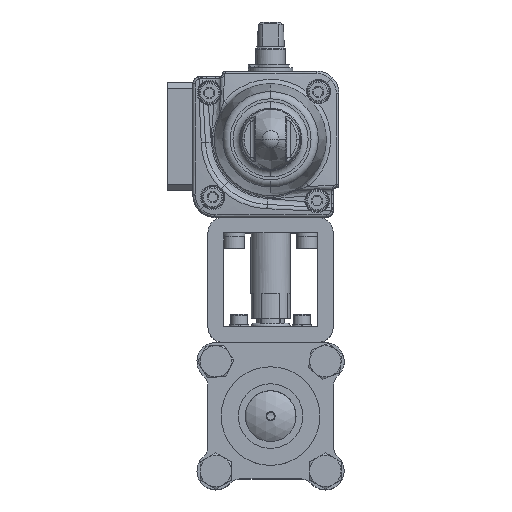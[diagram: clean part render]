
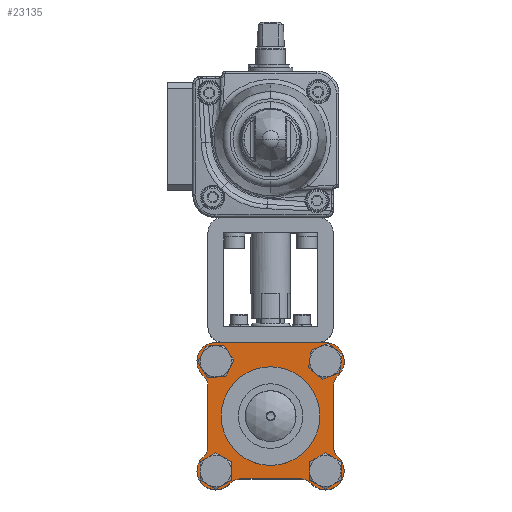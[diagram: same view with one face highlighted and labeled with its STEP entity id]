
A CAD part, top view. The second image highlights one B-rep face of the part: STEP entity #23135.
In plain terms, the highlighted planar face has unit normal (0, 0, 1).
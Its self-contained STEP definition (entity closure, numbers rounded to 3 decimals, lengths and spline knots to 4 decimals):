
#1531=FACE_BOUND('',#3641,.T.);
#1532=FACE_BOUND('',#3642,.T.);
#1533=FACE_BOUND('',#3643,.T.);
#1534=FACE_BOUND('',#3644,.T.);
#1535=FACE_BOUND('',#3645,.T.);
#1763=PLANE('',#24834);
#2243=FACE_OUTER_BOUND('',#3640,.T.);
#3640=EDGE_LOOP('',(#15646,#15647,#15648,#15649,#15650,#15651,#15652,#15653,
#15654,#15655,#15656,#15657,#15658,#15659));
#3641=EDGE_LOOP('',(#15660));
#3642=EDGE_LOOP('',(#15661));
#3643=EDGE_LOOP('',(#15662));
#3644=EDGE_LOOP('',(#15663));
#3645=EDGE_LOOP('',(#15664));
#5099=LINE('',#35279,#6370);
#5100=LINE('',#35285,#6371);
#5101=LINE('',#35293,#6372);
#5102=LINE('',#35301,#6373);
#6370=VECTOR('',#27973,0.3937);
#6371=VECTOR('',#27978,0.3937);
#6372=VECTOR('',#27985,0.3937);
#6373=VECTOR('',#27992,0.3937);
#7659=CIRCLE('',#24835,0.3);
#7660=CIRCLE('',#24836,0.3);
#7661=CIRCLE('',#24837,0.25);
#7662=CIRCLE('',#24838,0.25);
#7663=CIRCLE('',#24839,0.3);
#7664=CIRCLE('',#24840,0.25);
#7665=CIRCLE('',#24841,0.25);
#7666=CIRCLE('',#24842,0.3);
#7667=CIRCLE('',#24843,0.25);
#7668=CIRCLE('',#24844,0.25);
#7669=CIRCLE('',#24845,0.5);
#7670=CIRCLE('',#24846,0.166);
#7671=CIRCLE('',#24847,0.166);
#7672=CIRCLE('',#24848,0.166);
#7673=CIRCLE('',#24849,0.166);
#9262=VERTEX_POINT('',#35275);
#9263=VERTEX_POINT('',#35276);
#9264=VERTEX_POINT('',#35278);
#9265=VERTEX_POINT('',#35280);
#9266=VERTEX_POINT('',#35282);
#9267=VERTEX_POINT('',#35284);
#9268=VERTEX_POINT('',#35286);
#9269=VERTEX_POINT('',#35288);
#9270=VERTEX_POINT('',#35290);
#9271=VERTEX_POINT('',#35292);
#9272=VERTEX_POINT('',#35294);
#9273=VERTEX_POINT('',#35296);
#9274=VERTEX_POINT('',#35298);
#9275=VERTEX_POINT('',#35300);
#9276=VERTEX_POINT('',#35303);
#9277=VERTEX_POINT('',#35305);
#9278=VERTEX_POINT('',#35307);
#9279=VERTEX_POINT('',#35309);
#9280=VERTEX_POINT('',#35311);
#11767=EDGE_CURVE('',#9262,#9263,#7659,.T.);
#11768=EDGE_CURVE('',#9263,#9264,#5099,.T.);
#11769=EDGE_CURVE('',#9264,#9265,#7660,.T.);
#11770=EDGE_CURVE('',#9266,#9265,#7661,.T.);
#11771=EDGE_CURVE('',#9266,#9267,#5100,.T.);
#11772=EDGE_CURVE('',#9268,#9267,#7662,.T.);
#11773=EDGE_CURVE('',#9268,#9269,#7663,.T.);
#11774=EDGE_CURVE('',#9270,#9269,#7664,.T.);
#11775=EDGE_CURVE('',#9270,#9271,#5101,.T.);
#11776=EDGE_CURVE('',#9272,#9271,#7665,.T.);
#11777=EDGE_CURVE('',#9272,#9273,#7666,.T.);
#11778=EDGE_CURVE('',#9274,#9273,#7667,.T.);
#11779=EDGE_CURVE('',#9274,#9275,#5102,.T.);
#11780=EDGE_CURVE('',#9262,#9275,#7668,.T.);
#11781=EDGE_CURVE('',#9276,#9276,#7669,.T.);
#11782=EDGE_CURVE('',#9277,#9277,#7670,.T.);
#11783=EDGE_CURVE('',#9278,#9278,#7671,.T.);
#11784=EDGE_CURVE('',#9279,#9279,#7672,.T.);
#11785=EDGE_CURVE('',#9280,#9280,#7673,.T.);
#15646=ORIENTED_EDGE('',*,*,#11767,.T.);
#15647=ORIENTED_EDGE('',*,*,#11768,.T.);
#15648=ORIENTED_EDGE('',*,*,#11769,.T.);
#15649=ORIENTED_EDGE('',*,*,#11770,.F.);
#15650=ORIENTED_EDGE('',*,*,#11771,.T.);
#15651=ORIENTED_EDGE('',*,*,#11772,.F.);
#15652=ORIENTED_EDGE('',*,*,#11773,.T.);
#15653=ORIENTED_EDGE('',*,*,#11774,.F.);
#15654=ORIENTED_EDGE('',*,*,#11775,.T.);
#15655=ORIENTED_EDGE('',*,*,#11776,.F.);
#15656=ORIENTED_EDGE('',*,*,#11777,.T.);
#15657=ORIENTED_EDGE('',*,*,#11778,.F.);
#15658=ORIENTED_EDGE('',*,*,#11779,.T.);
#15659=ORIENTED_EDGE('',*,*,#11780,.F.);
#15660=ORIENTED_EDGE('',*,*,#11781,.T.);
#15661=ORIENTED_EDGE('',*,*,#11782,.T.);
#15662=ORIENTED_EDGE('',*,*,#11783,.T.);
#15663=ORIENTED_EDGE('',*,*,#11784,.T.);
#15664=ORIENTED_EDGE('',*,*,#11785,.T.);
#23135=ADVANCED_FACE('',(#2243,#1531,#1532,#1533,#1534,#1535),#1763,.T.);
#24834=AXIS2_PLACEMENT_3D('',#35274,#27969,#27970);
#24835=AXIS2_PLACEMENT_3D('',#35277,#27971,#27972);
#24836=AXIS2_PLACEMENT_3D('',#35281,#27974,#27975);
#24837=AXIS2_PLACEMENT_3D('',#35283,#27976,#27977);
#24838=AXIS2_PLACEMENT_3D('',#35287,#27979,#27980);
#24839=AXIS2_PLACEMENT_3D('',#35289,#27981,#27982);
#24840=AXIS2_PLACEMENT_3D('',#35291,#27983,#27984);
#24841=AXIS2_PLACEMENT_3D('',#35295,#27986,#27987);
#24842=AXIS2_PLACEMENT_3D('',#35297,#27988,#27989);
#24843=AXIS2_PLACEMENT_3D('',#35299,#27990,#27991);
#24844=AXIS2_PLACEMENT_3D('',#35302,#27993,#27994);
#24845=AXIS2_PLACEMENT_3D('',#35304,#27995,#27996);
#24846=AXIS2_PLACEMENT_3D('',#35306,#27997,#27998);
#24847=AXIS2_PLACEMENT_3D('',#35308,#27999,#28000);
#24848=AXIS2_PLACEMENT_3D('',#35310,#28001,#28002);
#24849=AXIS2_PLACEMENT_3D('',#35312,#28003,#28004);
#27969=DIRECTION('center_axis',(0.,0.,
1.));
#27970=DIRECTION('ref_axis',(1.,0.,0.));
#27971=DIRECTION('center_axis',(0.,0.,
1.));
#27972=DIRECTION('ref_axis',(0.,-1.,0.));
#27973=DIRECTION('',(-1.,0.,0.));
#27974=DIRECTION('center_axis',(0.,0.,
1.));
#27975=DIRECTION('ref_axis',(0.417,0.909,0.));
#27976=DIRECTION('center_axis',(0.,0.,
1.));
#27977=DIRECTION('ref_axis',(0.917,0.399,0.));
#27978=DIRECTION('',(0.,-1.,0.));
#27979=DIRECTION('center_axis',(0.,0.,
1.));
#27980=DIRECTION('ref_axis',(0.917,-0.399,0.));
#27981=DIRECTION('center_axis',(0.,0.,
1.));
#27982=DIRECTION('ref_axis',(-0.909,0.417,0.));
#27983=DIRECTION('center_axis',(0.,0.,
1.));
#27984=DIRECTION('ref_axis',(-0.399,0.917,0.));
#27985=DIRECTION('',(1.,0.,0.));
#27986=DIRECTION('center_axis',(0.,0.,
1.));
#27987=DIRECTION('ref_axis',(0.399,0.917,0.));
#27988=DIRECTION('center_axis',(0.,0.,
1.));
#27989=DIRECTION('ref_axis',(-0.417,-0.909,0.));
#27990=DIRECTION('center_axis',(0.,0.,
1.));
#27991=DIRECTION('ref_axis',(-0.917,-0.399,0.));
#27992=DIRECTION('',(0.,1.,0.));
#27993=DIRECTION('center_axis',(0.,0.,
1.));
#27994=DIRECTION('ref_axis',(-0.917,0.399,0.));
#27995=DIRECTION('center_axis',(0.,0.,
-1.));
#27996=DIRECTION('ref_axis',(0.,-1.,0.));
#27997=DIRECTION('center_axis',(0.,0.,
-1.));
#27998=DIRECTION('ref_axis',(1.,0.,0.));
#27999=DIRECTION('center_axis',(0.,0.,
-1.));
#28000=DIRECTION('ref_axis',(1.,0.,0.));
#28001=DIRECTION('center_axis',(0.,0.,
-1.));
#28002=DIRECTION('ref_axis',(1.,0.,0.));
#28003=DIRECTION('center_axis',(0.,0.,
-1.));
#28004=DIRECTION('ref_axis',(1.,0.,0.));
#35274=CARTESIAN_POINT('Origin',(0.,0.,
0.965));
#35275=CARTESIAN_POINT('',(1.0795,0.6555,0.965));
#35276=CARTESIAN_POINT('',(0.875,1.175,0.965));
#35277=CARTESIAN_POINT('Origin',(0.875,0.875,0.965));
#35278=CARTESIAN_POINT('',(-0.875,1.175,0.965));
#35279=CARTESIAN_POINT('',(0.4375,1.175,0.965));
#35280=CARTESIAN_POINT('',(-1.0795,0.6555,0.965));
#35281=CARTESIAN_POINT('Origin',(-0.875,0.875,0.965));
#35282=CARTESIAN_POINT('',(-1.,0.4727,0.965));
#35283=CARTESIAN_POINT('Origin',(-1.25,0.4727,0.965));
#35284=CARTESIAN_POINT('',(-1.,-0.4727,0.965));
#35285=CARTESIAN_POINT('',(-1.,0.3011,0.965));
#35286=CARTESIAN_POINT('',(-1.0795,-0.6555,0.965));
#35287=CARTESIAN_POINT('Origin',(-1.25,-0.4727,0.965));
#35288=CARTESIAN_POINT('',(-0.6555,-1.0795,0.965));
#35289=CARTESIAN_POINT('Origin',(-0.875,-0.875,0.965));
#35290=CARTESIAN_POINT('',(-0.4727,-1.,0.965));
#35291=CARTESIAN_POINT('Origin',(-0.4727,-1.25,0.965));
#35292=CARTESIAN_POINT('',(0.4727,-1.,0.965));
#35293=CARTESIAN_POINT('',(-0.3011,-1.,0.965));
#35294=CARTESIAN_POINT('',(0.6555,-1.0795,0.965));
#35295=CARTESIAN_POINT('Origin',(0.4727,-1.25,0.965));
#35296=CARTESIAN_POINT('',(1.0795,-0.6555,0.965));
#35297=CARTESIAN_POINT('Origin',(0.875,-0.875,0.965));
#35298=CARTESIAN_POINT('',(1.,-0.4727,0.965));
#35299=CARTESIAN_POINT('Origin',(1.25,-0.4727,0.965));
#35300=CARTESIAN_POINT('',(1.,0.4727,0.965));
#35301=CARTESIAN_POINT('',(1.,-0.3011,0.965));
#35302=CARTESIAN_POINT('Origin',(1.25,0.4727,0.965));
#35303=CARTESIAN_POINT('',(0.,-0.5,0.965));
#35304=CARTESIAN_POINT('Origin',(0.,0.,
0.965));
#35305=CARTESIAN_POINT('',(0.709,-0.875,0.965));
#35306=CARTESIAN_POINT('Origin',(0.875,-0.875,0.965));
#35307=CARTESIAN_POINT('',(-1.041,-0.875,0.965));
#35308=CARTESIAN_POINT('Origin',(-0.875,-0.875,0.965));
#35309=CARTESIAN_POINT('',(-1.041,0.875,0.965));
#35310=CARTESIAN_POINT('Origin',(-0.875,0.875,0.965));
#35311=CARTESIAN_POINT('',(0.709,0.875,0.965));
#35312=CARTESIAN_POINT('Origin',(0.875,0.875,0.965));
